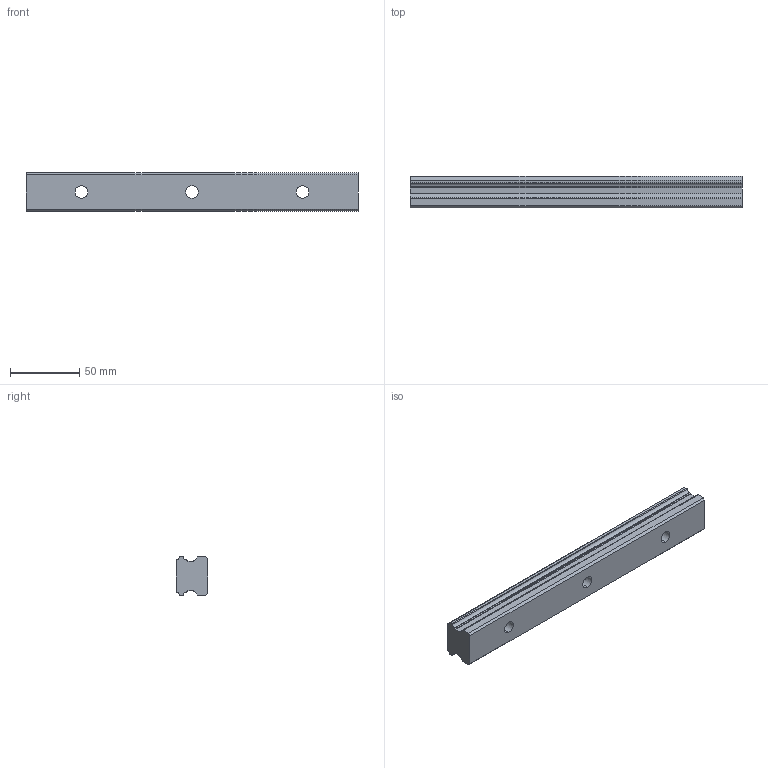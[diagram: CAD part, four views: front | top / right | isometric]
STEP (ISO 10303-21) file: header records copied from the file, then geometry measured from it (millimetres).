
FILE_DESCRIPTION (( 'STEP AP214' ), '1' );
FILE_NAME ('SHS30C1SS-240L_G40_0_B-M6F_67_0_0_0_1.STEP', '2021-06-21T09:24:09', ( '' ), ( '' ), 'SwSTEP 2.0', 'SolidWorks 2021', '' );
FILE_SCHEMA (( 'AUTOMOTIVE_DESIGN' ));
Length unit declared in the file: millimetre
Products named in the file (2): _SHS30C24040 Track; SHS30C1SS-240L_G40_0_B-M6F_67_0_0_0_1
Assembly tree (1 placements, depth 2):
  SHS30C1SS-240L_G40_0_B-M6F_67_0_0_0_1
    _SHS30C24040 Track
Bounding box: 240 x 23 x 28 mm (x, y, z)
Volume: 131568.4 mm3; surface area: 28004.2 mm2
Topology: 1 solids, 1 shells, 52 faces, 141 edges, 94 vertices
Faces by surface type: cylinder 33, plane 19
Entity records: 1749 total; most frequent: DIRECTION 319, CARTESIAN_POINT 291, ORIENTED_EDGE 282, EDGE_CURVE 141, AXIS2_PLACEMENT_3D 122, VERTEX_POINT 94, LINE 75, VECTOR 75
